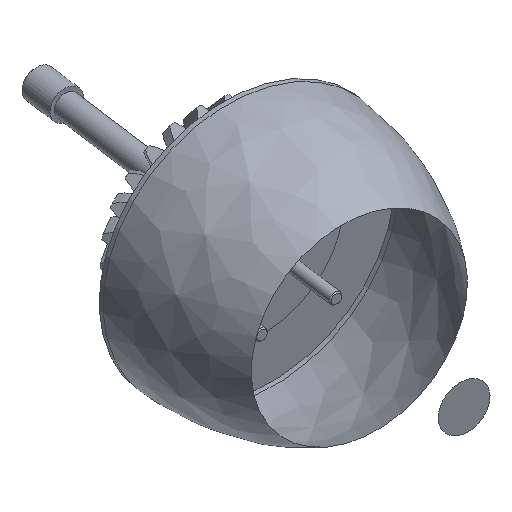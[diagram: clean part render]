
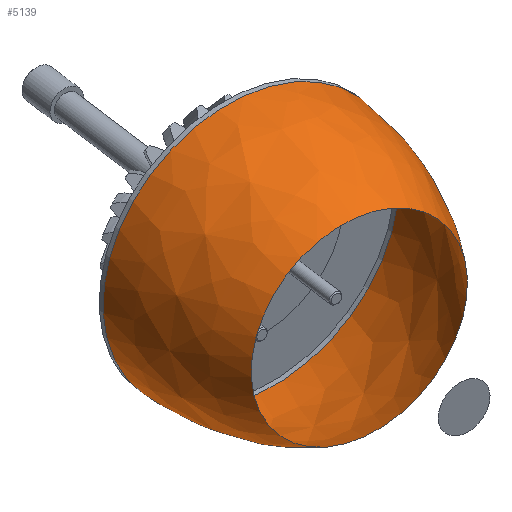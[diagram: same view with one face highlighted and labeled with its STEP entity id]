
A CAD part, isometric view. The second image highlights one B-rep face of the part: STEP entity #5139.
In plain terms, the highlighted free-form (B-spline) face has degree [2, 2] with [3, 9] control points.
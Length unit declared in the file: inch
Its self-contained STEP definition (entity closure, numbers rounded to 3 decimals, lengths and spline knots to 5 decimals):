
#1028=FACE_OUTER_BOUND('',#1308,.T.);
#1308=EDGE_LOOP('',(#3169,#3170,#3171,#3172,#3173,#3174));
#1611=CIRCLE('',#5446,1.00873);
#1612=CIRCLE('',#5447,1.00873);
#1613=CIRCLE('',#5448,2.75591);
#1614=CIRCLE('',#5449,1.37795);
#1615=CIRCLE('',#5450,1.37795);
#1868=VERTEX_POINT('',#7018);
#1869=VERTEX_POINT('',#7019);
#1870=VERTEX_POINT('',#7022);
#1871=VERTEX_POINT('',#7024);
#2391=EDGE_CURVE('',#1868,#1869,#1611,.T.);
#2392=EDGE_CURVE('',#1869,#1868,#1612,.T.);
#2393=EDGE_CURVE('',#1869,#1870,#1613,.T.);
#2394=EDGE_CURVE('',#1871,#1870,#1614,.T.);
#2395=EDGE_CURVE('',#1870,#1871,#1615,.T.);
#3169=ORIENTED_EDGE('',*,*,#2391,.F.);
#3170=ORIENTED_EDGE('',*,*,#2392,.F.);
#3171=ORIENTED_EDGE('',*,*,#2393,.T.);
#3172=ORIENTED_EDGE('',*,*,#2394,.F.);
#3173=ORIENTED_EDGE('',*,*,#2395,.F.);
#3174=ORIENTED_EDGE('',*,*,#2393,.F.);
#4725=(
BOUNDED_SURFACE()
B_SPLINE_SURFACE(2,2,((#6991,#6992,#6993,#6994,#6995,#6996,#6997,#6998,
#6999),(#7000,#7001,#7002,#7003,#7004,#7005,#7006,#7007,#7008),(#7009,#7010,
#7011,#7012,#7013,#7014,#7015,#7016,#7017)),.UNSPECIFIED.,.F.,.T.,.F.)
B_SPLINE_SURFACE_WITH_KNOTS((3,3),(3,2,2,2,3),(0.,0.5236),
(-3.14159,-1.5708,0.,1.5708,3.14159),
 .UNSPECIFIED.)
GEOMETRIC_REPRESENTATION_ITEM()
RATIONAL_B_SPLINE_SURFACE(((1.,0.707,1.,0.707,1.,
0.707,1.,0.707,1.),(0.966,0.683,
0.966,0.683,0.966,0.683,
0.966,0.683,0.966),(1.,0.707,
1.,0.707,1.,0.707,1.,0.707,1.)))
REPRESENTATION_ITEM('')
SURFACE()
);
#5139=ADVANCED_FACE('',(#1028),#4725,.F.);
#5446=AXIS2_PLACEMENT_3D('',#7020,#5859,#5860);
#5447=AXIS2_PLACEMENT_3D('',#7021,#5861,#5862);
#5448=AXIS2_PLACEMENT_3D('',#7023,#5863,#5864);
#5449=AXIS2_PLACEMENT_3D('',#7025,#5865,#5866);
#5450=AXIS2_PLACEMENT_3D('',#7026,#5867,#5868);
#5859=DIRECTION('center_axis',(-0.151,-0.988,0.018));
#5860=DIRECTION('ref_axis',(-0.031,0.023,0.999));
#5861=DIRECTION('center_axis',(-0.151,-0.988,0.018));
#5862=DIRECTION('ref_axis',(-0.031,0.023,0.999));
#5863=DIRECTION('center_axis',(-0.988,0.15,-0.034));
#5864=DIRECTION('ref_axis',(-0.031,0.023,0.999));
#5865=DIRECTION('center_axis',(0.151,0.988,-0.018));
#5866=DIRECTION('ref_axis',(0.031,-0.023,-0.999));
#5867=DIRECTION('center_axis',(0.151,0.988,-0.018));
#5868=DIRECTION('ref_axis',(0.031,-0.023,-0.999));
#6991=CARTESIAN_POINT('Ctrl Pts',(-15.84975,4.21192,15.77522));
#6992=CARTESIAN_POINT('Ctrl Pts',(-17.21134,4.41836,15.72813));
#6993=CARTESIAN_POINT('Ctrl Pts',(-17.16859,4.38628,14.35122));
#6994=CARTESIAN_POINT('Ctrl Pts',(-17.12584,4.35421,12.9743));
#6995=CARTESIAN_POINT('Ctrl Pts',(-15.76425,4.14777,13.02139));
#6996=CARTESIAN_POINT('Ctrl Pts',(-14.40266,3.94133,13.06847));
#6997=CARTESIAN_POINT('Ctrl Pts',(-14.44541,3.9734,14.44539));
#6998=CARTESIAN_POINT('Ctrl Pts',(-14.48817,4.00547,15.8223));
#6999=CARTESIAN_POINT('Ctrl Pts',(-15.84975,4.21192,15.77522));
#7000=CARTESIAN_POINT('Ctrl Pts',(-15.96089,3.48201,15.78877));
#7001=CARTESIAN_POINT('Ctrl Pts',(-17.32248,3.68845,15.74169));
#7002=CARTESIAN_POINT('Ctrl Pts',(-17.27972,3.65638,14.36477));
#7003=CARTESIAN_POINT('Ctrl Pts',(-17.23697,3.6243,12.98785));
#7004=CARTESIAN_POINT('Ctrl Pts',(-15.87539,3.41786,13.03494));
#7005=CARTESIAN_POINT('Ctrl Pts',(-14.5138,3.21142,13.08202));
#7006=CARTESIAN_POINT('Ctrl Pts',(-14.55655,3.24349,14.45894));
#7007=CARTESIAN_POINT('Ctrl Pts',(-14.5993,3.27557,15.83585));
#7008=CARTESIAN_POINT('Ctrl Pts',(-15.96089,3.48201,15.78877));
#7009=CARTESIAN_POINT('Ctrl Pts',(-16.04568,2.8413,15.43156));
#7010=CARTESIAN_POINT('Ctrl Pts',(-17.04243,2.99242,15.39709));
#7011=CARTESIAN_POINT('Ctrl Pts',(-17.01113,2.96894,14.38912));
#7012=CARTESIAN_POINT('Ctrl Pts',(-16.97984,2.94547,13.38115));
#7013=CARTESIAN_POINT('Ctrl Pts',(-15.98309,2.79434,13.41562));
#7014=CARTESIAN_POINT('Ctrl Pts',(-14.98634,2.64321,13.45009));
#7015=CARTESIAN_POINT('Ctrl Pts',(-15.01763,2.66669,14.45806));
#7016=CARTESIAN_POINT('Ctrl Pts',(-15.04893,2.69017,15.46603));
#7017=CARTESIAN_POINT('Ctrl Pts',(-16.04568,2.8413,15.43156));
#7018=CARTESIAN_POINT('',(-15.98309,2.79434,13.41562));
#7019=CARTESIAN_POINT('',(-16.04568,2.8413,15.43156));
#7020=CARTESIAN_POINT('Origin',(-16.01438,2.81782,14.42359));
#7021=CARTESIAN_POINT('Origin',(-16.01438,2.81782,14.42359));
#7022=CARTESIAN_POINT('',(-15.84975,4.21192,15.77522));
#7023=CARTESIAN_POINT('Origin',(-15.76425,4.14777,13.02139));
#7024=CARTESIAN_POINT('',(-15.76425,4.14777,13.02139));
#7025=CARTESIAN_POINT('Origin',(-15.807,4.17984,14.3983));
#7026=CARTESIAN_POINT('Origin',(-15.807,4.17984,14.3983));
